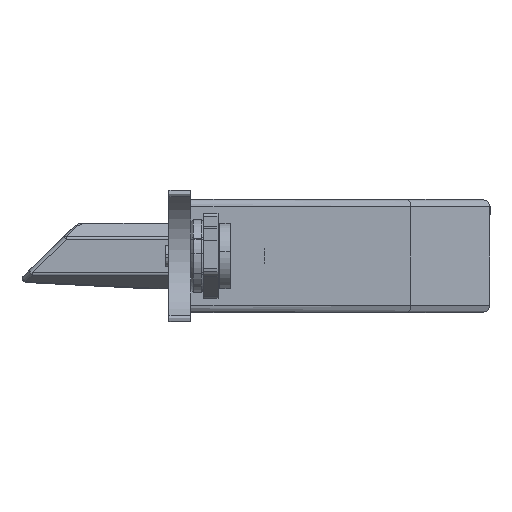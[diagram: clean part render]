
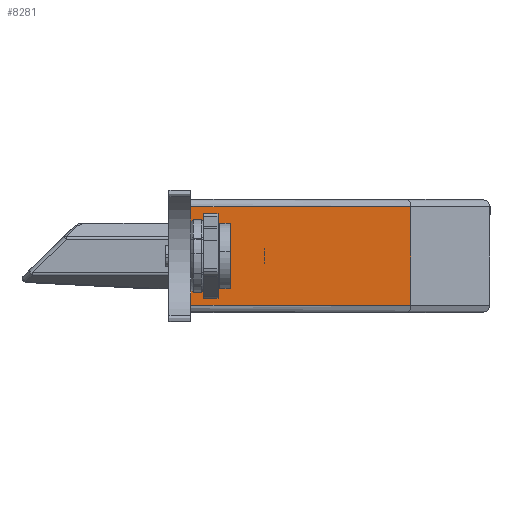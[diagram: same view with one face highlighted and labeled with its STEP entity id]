
A CAD part, front view. The second image highlights one B-rep face of the part: STEP entity #8281.
In plain terms, the highlighted face is planar.
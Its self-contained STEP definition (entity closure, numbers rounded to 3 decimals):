
#326 = VERTEX_POINT ( 'NONE', #5859 ) ;
#436 = AXIS2_PLACEMENT_3D ( 'NONE', #6568, #4293, #1961 ) ;
#468 = EDGE_CURVE ( 'NONE', #326, #9654, #857, .T. ) ;
#640 = CARTESIAN_POINT ( 'NONE',  ( -33.75, -30.7, 6.75 ) ) ;
#857 = LINE ( 'NONE', #9360, #5347 ) ;
#1094 = VECTOR ( 'NONE', #5269, 1000. ) ;
#1102 = ORIENTED_EDGE ( 'NONE', *, *, #7802, .T. ) ;
#1206 = PLANE ( 'NONE',  #436 ) ;
#1269 = LINE ( 'NONE', #5112, #1094 ) ;
#1320 = ORIENTED_EDGE ( 'NONE', *, *, #468, .F. ) ;
#1323 = VERTEX_POINT ( 'NONE', #8475 ) ;
#1469 = DIRECTION ( 'NONE',  ( 0., 0., 1. ) ) ;
#1659 = LINE ( 'NONE', #8694, #4774 ) ;
#1961 = DIRECTION ( 'NONE',  ( 0., 0., 1. ) ) ;
#2493 = EDGE_CURVE ( 'NONE', #326, #1323, #1659, .T. ) ;
#2709 = EDGE_CURVE ( 'NONE', #1323, #6125, #5797, .T. ) ;
#4293 = DIRECTION ( 'NONE',  ( -1., 0., 0. ) ) ;
#4443 = FACE_OUTER_BOUND ( 'NONE', #9063, .T. ) ;
#4774 = VECTOR ( 'NONE', #7073, 1000. ) ;
#4991 = VECTOR ( 'NONE', #4992, 1000. ) ;
#4992 = DIRECTION ( 'NONE',  ( 0., 0., 1. ) ) ;
#5112 = CARTESIAN_POINT ( 'NONE',  ( -33.75, -0.7, 6.75 ) ) ;
#5269 = DIRECTION ( 'NONE',  ( 0., 1., 0. ) ) ;
#5347 = VECTOR ( 'NONE', #1469, 1000. ) ;
#5797 = LINE ( 'NONE', #7222, #4991 ) ;
#5859 = CARTESIAN_POINT ( 'NONE',  ( -33.75, -0.7, -6.75 ) ) ;
#6061 = CARTESIAN_POINT ( 'NONE',  ( -33.75, -0.7, 6.75 ) ) ;
#6125 = VERTEX_POINT ( 'NONE', #640 ) ;
#6568 = CARTESIAN_POINT ( 'NONE',  ( -33.75, -41.5, -7.75 ) ) ;
#7073 = DIRECTION ( 'NONE',  ( 0., -1., 0. ) ) ;
#7222 = CARTESIAN_POINT ( 'NONE',  ( -33.75, -30.7, -7.75 ) ) ;
#7802 = EDGE_CURVE ( 'NONE', #6125, #9654, #1269, .T. ) ;
#8281 = ADVANCED_FACE ( 'NONE', ( #4443 ), #1206, .T. ) ;
#8475 = CARTESIAN_POINT ( 'NONE',  ( -33.75, -30.7, -6.75 ) ) ;
#8694 = CARTESIAN_POINT ( 'NONE',  ( -33.75, -41.5, -6.75 ) ) ;
#9017 = ORIENTED_EDGE ( 'NONE', *, *, #2493, .T. ) ;
#9039 = ORIENTED_EDGE ( 'NONE', *, *, #2709, .T. ) ;
#9063 = EDGE_LOOP ( 'NONE', ( #1320, #9017, #9039, #1102 ) ) ;
#9360 = CARTESIAN_POINT ( 'NONE',  ( -33.75, -0.7, -7.75 ) ) ;
#9654 = VERTEX_POINT ( 'NONE', #6061 ) ;
